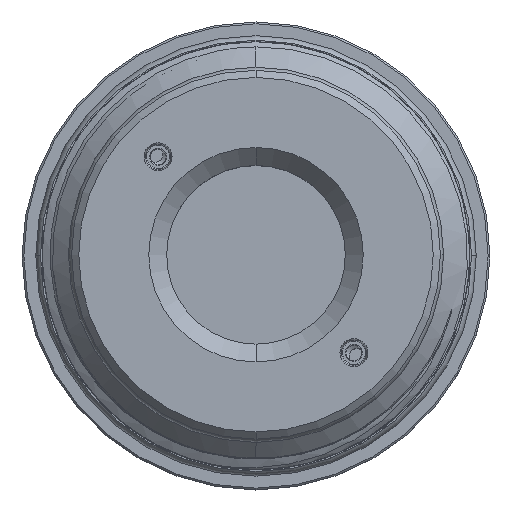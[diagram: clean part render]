
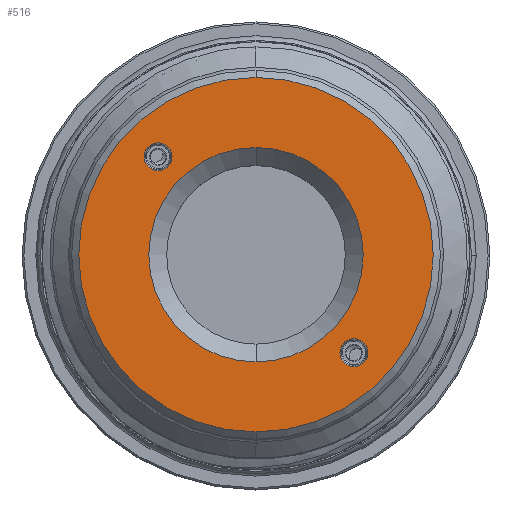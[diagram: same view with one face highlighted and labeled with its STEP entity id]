
A CAD part, top view. The second image highlights one B-rep face of the part: STEP entity #516.
In plain terms, the highlighted planar face has unit normal (0, 0, 1).
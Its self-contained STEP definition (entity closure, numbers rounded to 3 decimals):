
#463 = VERTEX_POINT ( 'NONE', #15579 ) ;
#516 = ADVANCED_FACE ( 'NONE', ( #1874, #1504, #9771, #15257 ), #10920, .T. ) ;
#1269 = EDGE_CURVE ( 'NONE', #15275, #3434, #15347, .T. ) ;
#1474 = CARTESIAN_POINT ( 'NONE',  ( 0., 0., 85.95 ) ) ;
#1476 = DIRECTION ( 'NONE',  ( 0., 0., -1. ) ) ;
#1504 = FACE_BOUND ( 'NONE', #11324, .T. ) ;
#1558 = CIRCLE ( 'NONE', #3107, 1.561 ) ;
#1620 = AXIS2_PLACEMENT_3D ( 'NONE', #8001, #10427, #3206 ) ;
#1700 = CARTESIAN_POINT ( 'NONE',  ( 10.96, -10.96, 85.95 ) ) ;
#1874 = FACE_BOUND ( 'NONE', #3127, .T. ) ;
#2148 = ORIENTED_EDGE ( 'NONE', *, *, #14762, .T. ) ;
#2500 = ORIENTED_EDGE ( 'NONE', *, *, #1269, .T. ) ;
#2517 = CARTESIAN_POINT ( 'NONE',  ( 0., -19.84, 85.95 ) ) ;
#3107 = AXIS2_PLACEMENT_3D ( 'NONE', #4165, #13811, #10062 ) ;
#3127 = EDGE_LOOP ( 'NONE', ( #2500, #5857 ) ) ;
#3206 = DIRECTION ( 'NONE',  ( 0., 1., 0. ) ) ;
#3243 = EDGE_CURVE ( 'NONE', #3434, #15275, #1558, .T. ) ;
#3413 = CIRCLE ( 'NONE', #4140, 19.84 ) ;
#3434 = VERTEX_POINT ( 'NONE', #5815 ) ;
#3467 = DIRECTION ( 'NONE',  ( 0., 0., -1. ) ) ;
#3720 = AXIS2_PLACEMENT_3D ( 'NONE', #7244, #13149, #7139 ) ;
#4140 = AXIS2_PLACEMENT_3D ( 'NONE', #8520, #6217, #7373 ) ;
#4165 = CARTESIAN_POINT ( 'NONE',  ( -10.96, 10.96, 85.95 ) ) ;
#4285 = EDGE_CURVE ( 'NONE', #9724, #12255, #3413, .T. ) ;
#4824 = DIRECTION ( 'NONE',  ( 0., 0., 1. ) ) ;
#4960 = CARTESIAN_POINT ( 'NONE',  ( -10.96, 10.96, 85.95 ) ) ;
#5153 = DIRECTION ( 'NONE',  ( 0., 0., -1. ) ) ;
#5815 = CARTESIAN_POINT ( 'NONE',  ( -10.96, 9.399, 85.95 ) ) ;
#5857 = ORIENTED_EDGE ( 'NONE', *, *, #3243, .T. ) ;
#6140 = CARTESIAN_POINT ( 'NONE',  ( 0., 20.64, 85.95 ) ) ;
#6217 = DIRECTION ( 'NONE',  ( 0., 0., 1. ) ) ;
#6234 = EDGE_CURVE ( 'NONE', #12693, #463, #12427, .T. ) ;
#6237 = AXIS2_PLACEMENT_3D ( 'NONE', #6140, #4824, #12196 ) ;
#6322 = DIRECTION ( 'NONE',  ( 0., -1., 0. ) ) ;
#6348 = ORIENTED_EDGE ( 'NONE', *, *, #6234, .T. ) ;
#6638 = CARTESIAN_POINT ( 'NONE',  ( 0., 19.84, 85.95 ) ) ;
#6669 = AXIS2_PLACEMENT_3D ( 'NONE', #1474, #5153, #7525 ) ;
#6804 = AXIS2_PLACEMENT_3D ( 'NONE', #14286, #3467, #14433 ) ;
#7139 = DIRECTION ( 'NONE',  ( 0., 1., 0. ) ) ;
#7168 = ORIENTED_EDGE ( 'NONE', *, *, #10188, .T. ) ;
#7175 = CARTESIAN_POINT ( 'NONE',  ( 0., -12., 85.95 ) ) ;
#7244 = CARTESIAN_POINT ( 'NONE',  ( 0., 0., 85.95 ) ) ;
#7320 = AXIS2_PLACEMENT_3D ( 'NONE', #4960, #1476, #6322 ) ;
#7373 = DIRECTION ( 'NONE',  ( 0., 1., 0. ) ) ;
#7525 = DIRECTION ( 'NONE',  ( 0., 1., 0. ) ) ;
#7951 = CARTESIAN_POINT ( 'NONE',  ( 0., 12., 85.95 ) ) ;
#8001 = CARTESIAN_POINT ( 'NONE',  ( 0., 0., 85.95 ) ) ;
#8304 = ORIENTED_EDGE ( 'NONE', *, *, #4285, .T. ) ;
#8434 = CIRCLE ( 'NONE', #3720, 12. ) ;
#8520 = CARTESIAN_POINT ( 'NONE',  ( 0., 0., 85.95 ) ) ;
#8655 = ORIENTED_EDGE ( 'NONE', *, *, #12524, .T. ) ;
#9409 = EDGE_LOOP ( 'NONE', ( #12602, #6348 ) ) ;
#9517 = CIRCLE ( 'NONE', #6669, 12. ) ;
#9724 = VERTEX_POINT ( 'NONE', #2517 ) ;
#9771 = FACE_OUTER_BOUND ( 'NONE', #10863, .T. ) ;
#9869 = CIRCLE ( 'NONE', #1620, 19.84 ) ;
#10062 = DIRECTION ( 'NONE',  ( 0., -1., 0. ) ) ;
#10188 = EDGE_CURVE ( 'NONE', #10708, #14654, #8434, .T. ) ;
#10427 = DIRECTION ( 'NONE',  ( 0., 0., 1. ) ) ;
#10458 = CARTESIAN_POINT ( 'NONE',  ( 10.96, -9.399, 85.95 ) ) ;
#10708 = VERTEX_POINT ( 'NONE', #7175 ) ;
#10863 = EDGE_LOOP ( 'NONE', ( #8304, #2148 ) ) ;
#10920 = PLANE ( 'NONE',  #6237 ) ;
#11174 = DIRECTION ( 'NONE',  ( 0., 0., -1. ) ) ;
#11275 = DIRECTION ( 'NONE',  ( 0., 1., 0. ) ) ;
#11324 = EDGE_LOOP ( 'NONE', ( #8655, #7168 ) ) ;
#12196 = DIRECTION ( 'NONE',  ( 0., 1., 0. ) ) ;
#12255 = VERTEX_POINT ( 'NONE', #6638 ) ;
#12427 = CIRCLE ( 'NONE', #6804, 1.561 ) ;
#12524 = EDGE_CURVE ( 'NONE', #14654, #10708, #9517, .T. ) ;
#12602 = ORIENTED_EDGE ( 'NONE', *, *, #14545, .T. ) ;
#12693 = VERTEX_POINT ( 'NONE', #10458 ) ;
#13149 = DIRECTION ( 'NONE',  ( 0., 0., -1. ) ) ;
#13278 = CIRCLE ( 'NONE', #14582, 1.561 ) ;
#13811 = DIRECTION ( 'NONE',  ( 0., 0., -1. ) ) ;
#13836 = CARTESIAN_POINT ( 'NONE',  ( -10.96, 12.521, 85.95 ) ) ;
#14286 = CARTESIAN_POINT ( 'NONE',  ( 10.96, -10.96, 85.95 ) ) ;
#14433 = DIRECTION ( 'NONE',  ( 0., 1., 0. ) ) ;
#14545 = EDGE_CURVE ( 'NONE', #463, #12693, #13278, .T. ) ;
#14582 = AXIS2_PLACEMENT_3D ( 'NONE', #1700, #11174, #11275 ) ;
#14654 = VERTEX_POINT ( 'NONE', #7951 ) ;
#14762 = EDGE_CURVE ( 'NONE', #12255, #9724, #9869, .T. ) ;
#15257 = FACE_BOUND ( 'NONE', #9409, .T. ) ;
#15275 = VERTEX_POINT ( 'NONE', #13836 ) ;
#15347 = CIRCLE ( 'NONE', #7320, 1.561 ) ;
#15579 = CARTESIAN_POINT ( 'NONE',  ( 10.96, -12.521, 85.95 ) ) ;
